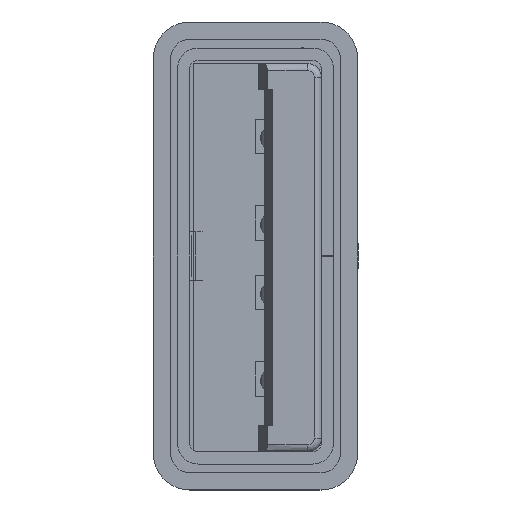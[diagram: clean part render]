
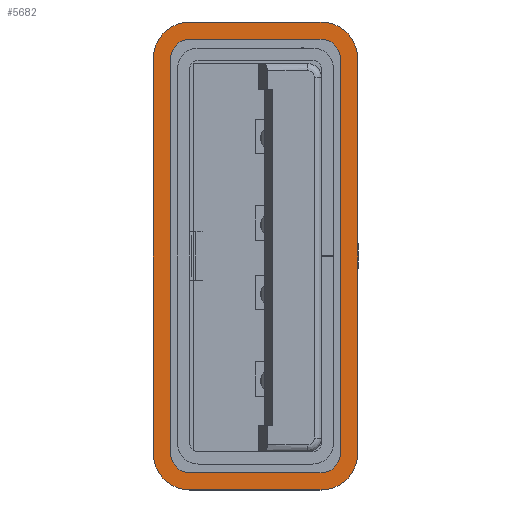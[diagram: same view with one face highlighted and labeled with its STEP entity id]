
A CAD part, left-side view. The second image highlights one B-rep face of the part: STEP entity #5682.
In plain terms, the highlighted face is planar.
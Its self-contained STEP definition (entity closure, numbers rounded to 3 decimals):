
#1652 = LINE ( 'NONE', #13316, #38528 ) ;
#2857 = CARTESIAN_POINT ( 'NONE',  ( 6.75, 1.89, 0. ) ) ;
#2879 = DIRECTION ( 'NONE',  ( 0., -1., 0. ) ) ;
#2947 = CARTESIAN_POINT ( 'NONE',  ( 5.69, -1.89, 0. ) ) ;
#3291 = EDGE_CURVE ( 'NONE', #24102, #32820, #27120, .T. ) ;
#3594 = EDGE_CURVE ( 'NONE', #11140, #29649, #37771, .T. ) ;
#3607 = EDGE_CURVE ( 'NONE', #34229, #41163, #40896, .T. ) ;
#3659 = VECTOR ( 'NONE', #9617, 1000. ) ;
#4174 = ORIENTED_EDGE ( 'NONE', *, *, #41879, .T. ) ;
#4347 = DIRECTION ( 'NONE',  ( 1., 0., 0. ) ) ;
#4757 = DIRECTION ( 'NONE',  ( 1., 0., 0. ) ) ;
#4794 = DIRECTION ( 'NONE',  ( -1., 0., 0. ) ) ;
#4888 = ORIENTED_EDGE ( 'NONE', *, *, #41525, .T. ) ;
#5021 = ORIENTED_EDGE ( 'NONE', *, *, #34885, .T. ) ;
#5682 = ADVANCED_FACE ( 'NONE', ( #32212, #41003 ), #24148, .F. ) ;
#6328 = CARTESIAN_POINT ( 'NONE',  ( 5.69, 1.89, 0. ) ) ;
#6449 = AXIS2_PLACEMENT_3D ( 'NONE', #20350, #8721, #21835 ) ;
#6557 = VERTEX_POINT ( 'NONE', #8290 ) ;
#7008 = LINE ( 'NONE', #17145, #18301 ) ;
#7349 = CARTESIAN_POINT ( 'NONE',  ( -6.25, 1.89, 0. ) ) ;
#7512 = EDGE_CURVE ( 'NONE', #6557, #42655, #13382, .T. ) ;
#7543 = CARTESIAN_POINT ( 'NONE',  ( -5.69, 1.89, 0. ) ) ;
#8290 = CARTESIAN_POINT ( 'NONE',  ( -5.69, 2.45, 0. ) ) ;
#8721 = DIRECTION ( 'NONE',  ( 0., 0., 1. ) ) ;
#9464 = VERTEX_POINT ( 'NONE', #44925 ) ;
#9617 = DIRECTION ( 'NONE',  ( 1., 0., 0. ) ) ;
#10339 = CARTESIAN_POINT ( 'NONE',  ( 6.25, 1.89, 0. ) ) ;
#10505 = ORIENTED_EDGE ( 'NONE', *, *, #38317, .T. ) ;
#10889 = CARTESIAN_POINT ( 'NONE',  ( -6.75, 1.89, 0. ) ) ;
#10960 = VECTOR ( 'NONE', #32099, 1000. ) ;
#10974 = CARTESIAN_POINT ( 'NONE',  ( 6.75, 1.89, 0. ) ) ;
#11140 = VERTEX_POINT ( 'NONE', #32326 ) ;
#11204 = DIRECTION ( 'NONE',  ( 0., 0., 1. ) ) ;
#11644 = ORIENTED_EDGE ( 'NONE', *, *, #25259, .F. ) ;
#12140 = EDGE_CURVE ( 'NONE', #32820, #6557, #7008, .T. ) ;
#12202 = CIRCLE ( 'NONE', #18261, 1.06 ) ;
#12400 = DIRECTION ( 'NONE',  ( 0., 0., 1. ) ) ;
#12595 = CARTESIAN_POINT ( 'NONE',  ( 6.75, -1.89, 0. ) ) ;
#13316 = CARTESIAN_POINT ( 'NONE',  ( -5.69, 2.95, 0. ) ) ;
#13382 = CIRCLE ( 'NONE', #24211, 0.56 ) ;
#13642 = CARTESIAN_POINT ( 'NONE',  ( -6.75, -1.89, 0. ) ) ;
#13991 = DIRECTION ( 'NONE',  ( 0., 0., -1. ) ) ;
#14553 = CIRCLE ( 'NONE', #6449, 1.06 ) ;
#14753 = CARTESIAN_POINT ( 'NONE',  ( 5.69, -2.45, 0. ) ) ;
#14921 = DIRECTION ( 'NONE',  ( 0., 0., 1. ) ) ;
#16124 = CARTESIAN_POINT ( 'NONE',  ( -5.69, -2.95, 0. ) ) ;
#16368 = AXIS2_PLACEMENT_3D ( 'NONE', #33088, #11204, #36720 ) ;
#16794 = CARTESIAN_POINT ( 'NONE',  ( -5.69, -1.89, 0. ) ) ;
#16897 = LINE ( 'NONE', #24175, #3659 ) ;
#16946 = VECTOR ( 'NONE', #41657, 1000. ) ;
#17036 = AXIS2_PLACEMENT_3D ( 'NONE', #22940, #14921, #42701 ) ;
#17145 = CARTESIAN_POINT ( 'NONE',  ( -5.69, 2.45, 0. ) ) ;
#17377 = LINE ( 'NONE', #21796, #28531 ) ;
#17680 = VECTOR ( 'NONE', #2879, 1000. ) ;
#17870 = CARTESIAN_POINT ( 'NONE',  ( -5.69, -2.45, 0. ) ) ;
#18161 = DIRECTION ( 'NONE',  ( 1., 0., 0. ) ) ;
#18261 = AXIS2_PLACEMENT_3D ( 'NONE', #6328, #37701, #23828 ) ;
#18301 = VECTOR ( 'NONE', #4794, 1000. ) ;
#18723 = ORIENTED_EDGE ( 'NONE', *, *, #27888, .T. ) ;
#19323 = EDGE_CURVE ( 'NONE', #9464, #40978, #28132, .T. ) ;
#20012 = AXIS2_PLACEMENT_3D ( 'NONE', #16794, #37893, #18161 ) ;
#20350 = CARTESIAN_POINT ( 'NONE',  ( -5.69, -1.89, 0. ) ) ;
#20432 = CARTESIAN_POINT ( 'NONE',  ( -5.69, 1.89, 0. ) ) ;
#20451 = ORIENTED_EDGE ( 'NONE', *, *, #12140, .F. ) ;
#20975 = AXIS2_PLACEMENT_3D ( 'NONE', #33659, #13991, #39525 ) ;
#21062 = LINE ( 'NONE', #10889, #17680 ) ;
#21796 = CARTESIAN_POINT ( 'NONE',  ( 6.25, 1.89, 0. ) ) ;
#21835 = DIRECTION ( 'NONE',  ( 1., 0., 0. ) ) ;
#21904 = ORIENTED_EDGE ( 'NONE', *, *, #34133, .F. ) ;
#22122 = DIRECTION ( 'NONE',  ( 1., 0., 0. ) ) ;
#22646 = LINE ( 'NONE', #7349, #16946 ) ;
#22940 = CARTESIAN_POINT ( 'NONE',  ( 5.69, 1.89, 0. ) ) ;
#23136 = ORIENTED_EDGE ( 'NONE', *, *, #3607, .T. ) ;
#23724 = LINE ( 'NONE', #30331, #37527 ) ;
#23828 = DIRECTION ( 'NONE',  ( -1., 0., 0. ) ) ;
#24102 = VERTEX_POINT ( 'NONE', #10339 ) ;
#24148 = PLANE ( 'NONE',  #20975 ) ;
#24175 = CARTESIAN_POINT ( 'NONE',  ( -5.69, -2.95, 0. ) ) ;
#24211 = AXIS2_PLACEMENT_3D ( 'NONE', #7543, #25761, #22122 ) ;
#24474 = CIRCLE ( 'NONE', #16368, 0.56 ) ;
#24889 = AXIS2_PLACEMENT_3D ( 'NONE', #2947, #12400, #4347 ) ;
#25259 = EDGE_CURVE ( 'NONE', #42655, #9464, #22646, .T. ) ;
#25761 = DIRECTION ( 'NONE',  ( 0., 0., 1. ) ) ;
#26354 = CARTESIAN_POINT ( 'NONE',  ( -6.75, 1.89, 0. ) ) ;
#27120 = CIRCLE ( 'NONE', #17036, 0.56 ) ;
#27474 = ORIENTED_EDGE ( 'NONE', *, *, #19323, .F. ) ;
#27565 = ORIENTED_EDGE ( 'NONE', *, *, #38928, .F. ) ;
#27888 = EDGE_CURVE ( 'NONE', #38457, #11140, #1652, .T. ) ;
#28132 = CIRCLE ( 'NONE', #20012, 0.56 ) ;
#28531 = VECTOR ( 'NONE', #29830, 1000. ) ;
#28896 = CARTESIAN_POINT ( 'NONE',  ( 6.25, -1.89, 0. ) ) ;
#29487 = CARTESIAN_POINT ( 'NONE',  ( 5.69, -2.95, 0. ) ) ;
#29649 = VERTEX_POINT ( 'NONE', #26354 ) ;
#29830 = DIRECTION ( 'NONE',  ( 0., 1., 0. ) ) ;
#29895 = VERTEX_POINT ( 'NONE', #14753 ) ;
#30086 = DIRECTION ( 'NONE',  ( -1., 0., 0. ) ) ;
#30224 = EDGE_CURVE ( 'NONE', #40978, #29895, #23724, .T. ) ;
#30331 = CARTESIAN_POINT ( 'NONE',  ( -5.69, -2.45, 0. ) ) ;
#32099 = DIRECTION ( 'NONE',  ( 0., 1., 0. ) ) ;
#32212 = FACE_BOUND ( 'NONE', #45027, .T. ) ;
#32326 = CARTESIAN_POINT ( 'NONE',  ( -5.69, 2.95, 0. ) ) ;
#32580 = VERTEX_POINT ( 'NONE', #29487 ) ;
#32820 = VERTEX_POINT ( 'NONE', #43662 ) ;
#33088 = CARTESIAN_POINT ( 'NONE',  ( 5.69, -1.89, 0. ) ) ;
#33659 = CARTESIAN_POINT ( 'NONE',  ( 5.69, 1.89, 0. ) ) ;
#34128 = CARTESIAN_POINT ( 'NONE',  ( -6.25, 1.89, 0. ) ) ;
#34133 = EDGE_CURVE ( 'NONE', #29895, #36216, #24474, .T. ) ;
#34229 = VERTEX_POINT ( 'NONE', #12595 ) ;
#34885 = EDGE_CURVE ( 'NONE', #41163, #38457, #12202, .T. ) ;
#35024 = DIRECTION ( 'NONE',  ( 0., 0., 1. ) ) ;
#35452 = ORIENTED_EDGE ( 'NONE', *, *, #3291, .F. ) ;
#36216 = VERTEX_POINT ( 'NONE', #28896 ) ;
#36370 = CIRCLE ( 'NONE', #24889, 1.06 ) ;
#36720 = DIRECTION ( 'NONE',  ( 1., 0., 0. ) ) ;
#37257 = VERTEX_POINT ( 'NONE', #16124 ) ;
#37527 = VECTOR ( 'NONE', #4757, 1000. ) ;
#37701 = DIRECTION ( 'NONE',  ( 0., 0., 1. ) ) ;
#37771 = CIRCLE ( 'NONE', #39208, 1.06 ) ;
#37893 = DIRECTION ( 'NONE',  ( 0., 0., 1. ) ) ;
#37939 = DIRECTION ( 'NONE',  ( 1., 0., 0. ) ) ;
#37964 = ORIENTED_EDGE ( 'NONE', *, *, #30224, .F. ) ;
#38317 = EDGE_CURVE ( 'NONE', #38707, #37257, #14553, .T. ) ;
#38457 = VERTEX_POINT ( 'NONE', #39575 ) ;
#38528 = VECTOR ( 'NONE', #30086, 1000. ) ;
#38707 = VERTEX_POINT ( 'NONE', #13642 ) ;
#38928 = EDGE_CURVE ( 'NONE', #36216, #24102, #17377, .T. ) ;
#39208 = AXIS2_PLACEMENT_3D ( 'NONE', #20432, #35024, #37939 ) ;
#39525 = DIRECTION ( 'NONE',  ( -1., 0., 0. ) ) ;
#39575 = CARTESIAN_POINT ( 'NONE',  ( 5.69, 2.95, 0. ) ) ;
#40405 = ORIENTED_EDGE ( 'NONE', *, *, #3594, .T. ) ;
#40670 = ORIENTED_EDGE ( 'NONE', *, *, #7512, .F. ) ;
#40896 = LINE ( 'NONE', #10974, #10960 ) ;
#40978 = VERTEX_POINT ( 'NONE', #17870 ) ;
#41003 = FACE_OUTER_BOUND ( 'NONE', #44763, .T. ) ;
#41163 = VERTEX_POINT ( 'NONE', #2857 ) ;
#41525 = EDGE_CURVE ( 'NONE', #29649, #38707, #21062, .T. ) ;
#41657 = DIRECTION ( 'NONE',  ( 0., -1., 0. ) ) ;
#41879 = EDGE_CURVE ( 'NONE', #37257, #32580, #16897, .T. ) ;
#42655 = VERTEX_POINT ( 'NONE', #34128 ) ;
#42701 = DIRECTION ( 'NONE',  ( -1., 0., 0. ) ) ;
#43662 = CARTESIAN_POINT ( 'NONE',  ( 5.69, 2.45, 0. ) ) ;
#43920 = EDGE_CURVE ( 'NONE', #32580, #34229, #36370, .T. ) ;
#44088 = ORIENTED_EDGE ( 'NONE', *, *, #43920, .T. ) ;
#44763 = EDGE_LOOP ( 'NONE', ( #5021, #18723, #40405, #4888, #10505, #4174, #44088, #23136 ) ) ;
#44925 = CARTESIAN_POINT ( 'NONE',  ( -6.25, -1.89, 0. ) ) ;
#45027 = EDGE_LOOP ( 'NONE', ( #37964, #27474, #11644, #40670, #20451, #35452, #27565, #21904 ) ) ;
